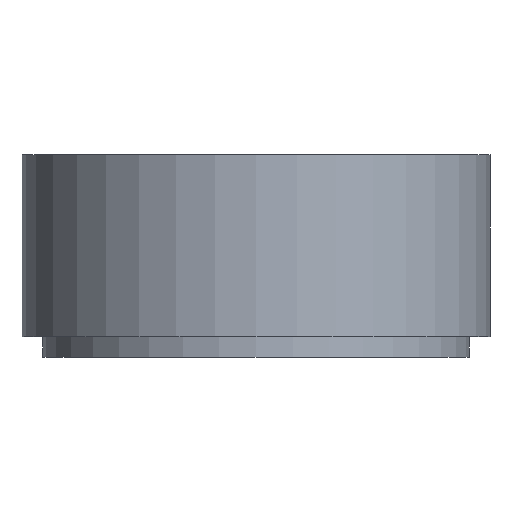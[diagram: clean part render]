
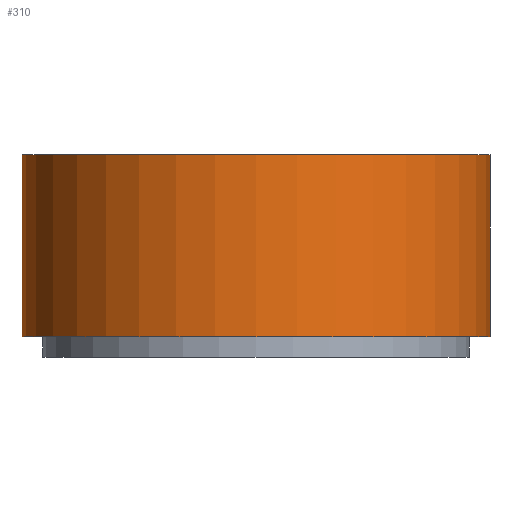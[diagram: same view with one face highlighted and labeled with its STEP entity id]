
A CAD part, front view. The second image highlights one B-rep face of the part: STEP entity #310.
In plain terms, the highlighted cylindrical face has radius 45 mm (diameter 90 mm), a partial arc.
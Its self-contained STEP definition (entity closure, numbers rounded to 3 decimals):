
#6 = EDGE_CURVE ( 'NONE', #194, #328, #304, .T. ) ;
#13 = CARTESIAN_POINT ( 'NONE',  ( 0., 0., 35. ) ) ;
#55 = CARTESIAN_POINT ( 'NONE',  ( -45., 0., 35. ) ) ;
#60 = DIRECTION ( 'NONE',  ( 0., 0., -1. ) ) ;
#70 = CARTESIAN_POINT ( 'NONE',  ( 0., 0., 35. ) ) ;
#78 = VECTOR ( 'NONE', #60, 1000. ) ;
#87 = CARTESIAN_POINT ( 'NONE',  ( 45., 0., 35. ) ) ;
#102 = VECTOR ( 'NONE', #198, 1000. ) ;
#116 = EDGE_LOOP ( 'NONE', ( #139, #266, #207, #326 ) ) ;
#119 = CARTESIAN_POINT ( 'NONE',  ( -45., 0., 35. ) ) ;
#128 = AXIS2_PLACEMENT_3D ( 'NONE', #163, #155, #213 ) ;
#139 = ORIENTED_EDGE ( 'NONE', *, *, #209, .F. ) ;
#140 = EDGE_CURVE ( 'NONE', #194, #247, #143, .T. ) ;
#143 = CIRCLE ( 'NONE', #149, 45. ) ;
#144 = CARTESIAN_POINT ( 'NONE',  ( 45., 0., 0. ) ) ;
#149 = AXIS2_PLACEMENT_3D ( 'NONE', #13, #240, #283 ) ;
#155 = DIRECTION ( 'NONE',  ( 0., 0., 1. ) ) ;
#163 = CARTESIAN_POINT ( 'NONE',  ( 0., 0., 0. ) ) ;
#172 = DIRECTION ( 'NONE',  ( 0., 0., -1. ) ) ;
#181 = CIRCLE ( 'NONE', #128, 45. ) ;
#194 = VERTEX_POINT ( 'NONE', #55 ) ;
#198 = DIRECTION ( 'NONE',  ( 0., 0., -1. ) ) ;
#207 = ORIENTED_EDGE ( 'NONE', *, *, #6, .T. ) ;
#209 = EDGE_CURVE ( 'NONE', #247, #327, #214, .T. ) ;
#213 = DIRECTION ( 'NONE',  ( 1., 0., 0. ) ) ;
#214 = LINE ( 'NONE', #87, #78 ) ;
#220 = DIRECTION ( 'NONE',  ( -1., 0., 0. ) ) ;
#225 = FACE_OUTER_BOUND ( 'NONE', #116, .T. ) ;
#229 = EDGE_CURVE ( 'NONE', #328, #327, #181, .T. ) ;
#240 = DIRECTION ( 'NONE',  ( 0., 0., 1. ) ) ;
#247 = VERTEX_POINT ( 'NONE', #265 ) ;
#265 = CARTESIAN_POINT ( 'NONE',  ( 45., 0., 35. ) ) ;
#266 = ORIENTED_EDGE ( 'NONE', *, *, #140, .F. ) ;
#271 = AXIS2_PLACEMENT_3D ( 'NONE', #70, #172, #220 ) ;
#272 = CARTESIAN_POINT ( 'NONE',  ( -45., 0., 0. ) ) ;
#283 = DIRECTION ( 'NONE',  ( 1., 0., 0. ) ) ;
#297 = CYLINDRICAL_SURFACE ( 'NONE', #271, 45. ) ;
#304 = LINE ( 'NONE', #119, #102 ) ;
#310 = ADVANCED_FACE ( 'NONE', ( #225 ), #297, .T. ) ;
#326 = ORIENTED_EDGE ( 'NONE', *, *, #229, .T. ) ;
#327 = VERTEX_POINT ( 'NONE', #144 ) ;
#328 = VERTEX_POINT ( 'NONE', #272 ) ;
